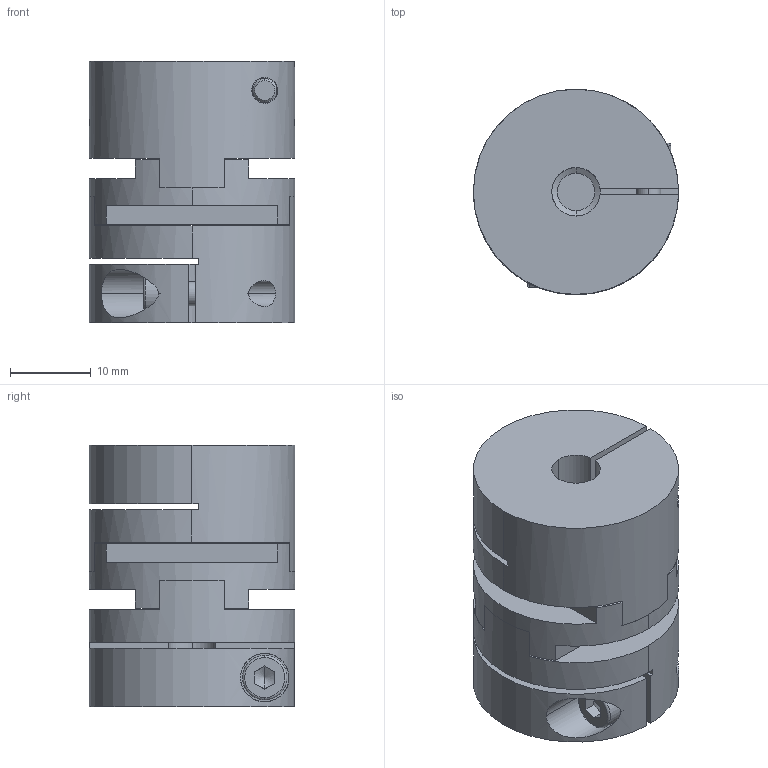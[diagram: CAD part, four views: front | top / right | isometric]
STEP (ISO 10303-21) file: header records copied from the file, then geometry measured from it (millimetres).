
FILE_DESCRIPTION(('STEP AP214'),'1');
FILE_NAME('me44-ox25g-6--ox25g-6--25d.stp','2018-03-22T06:46:41',('TraceParts'),('TraceParts S.A.'),'Spatial InterOp 3D',' ',' ');
FILE_SCHEMA(('automotive_design'));
Length unit declared in the file: millimetre
Products named in the file (3): me44-ox25g-6--ox25g-6--25d_1; me44-ox25g-6--ox25g-6--25d_2; me44-ox25g-6--ox25g-6--25d_3
Bounding box: 25.4 x 25.4 x 32.4 mm (x, y, z)
Volume: 13452.2 mm3; surface area: 8492.2 mm2
Topology: 3 solids, 3 shells, 126 faces, 326 edges, 210 vertices
Faces by surface type: plane 68, cylinder 42, cone 12, torus 4
Entity records: 4376 total; most frequent: CARTESIAN_POINT 1009, DIRECTION 692, ORIENTED_EDGE 644, EDGE_CURVE 322, AXIS2_PLACEMENT_3D 261, VERTEX_POINT 210, LINE 170, VECTOR 170
